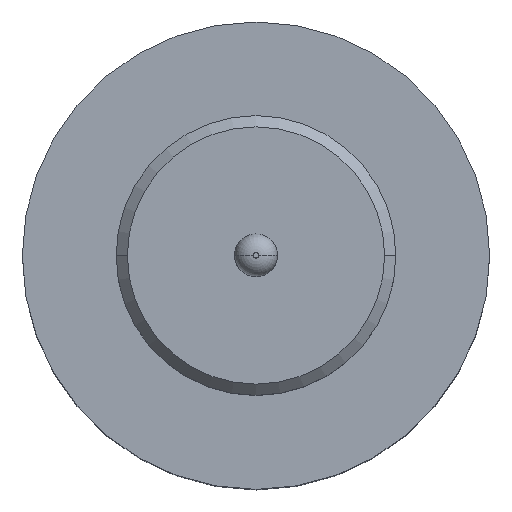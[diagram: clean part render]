
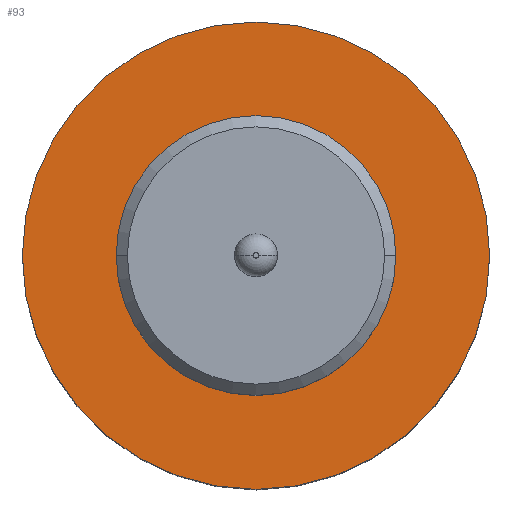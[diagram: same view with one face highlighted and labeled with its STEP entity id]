
A CAD part, top view. The second image highlights one B-rep face of the part: STEP entity #93.
In plain terms, the highlighted planar face has unit normal (0, 0, 1).
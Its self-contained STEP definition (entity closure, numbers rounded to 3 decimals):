
#9 = AXIS2_PLACEMENT_3D ( 'NONE', #440, #439, #438 ) ;
#10 = CIRCLE ( 'NONE', #9, 2.08 ) ;
#15 = CIRCLE ( 'NONE', #46, 1.245 ) ;
#46 = AXIS2_PLACEMENT_3D ( 'NONE', #449, #448, #447 ) ;
#54 = EDGE_CURVE ( 'NONE', #230, #265, #863, .T. ) ;
#55 = EDGE_CURVE ( 'NONE', #243, #223, #805, .T. ) ;
#93 = ADVANCED_FACE ( 'NONE', ( #667, #666 ), #665, .F. ) ;
#148 = EDGE_CURVE ( 'NONE', #223, #243, #15, .T. ) ;
#150 = EDGE_CURVE ( 'NONE', #265, #230, #10, .T. ) ;
#160 = ORIENTED_EDGE ( 'NONE', *, *, #54, .F. ) ;
#165 = ORIENTED_EDGE ( 'NONE', *, *, #150, .F. ) ;
#177 = ORIENTED_EDGE ( 'NONE', *, *, #55, .T. ) ;
#217 = EDGE_LOOP ( 'NONE', ( #305, #177 ) ) ;
#223 = VERTEX_POINT ( 'NONE', #417 ) ;
#230 = VERTEX_POINT ( 'NONE', #411 ) ;
#243 = VERTEX_POINT ( 'NONE', #412 ) ;
#261 = EDGE_LOOP ( 'NONE', ( #165, #160 ) ) ;
#265 = VERTEX_POINT ( 'NONE', #419 ) ;
#305 = ORIENTED_EDGE ( 'NONE', *, *, #148, .T. ) ;
#411 = CARTESIAN_POINT ( 'NONE',  ( 2.08, 0., 0. ) ) ;
#412 = CARTESIAN_POINT ( 'NONE',  ( 1.245, 0., 0. ) ) ;
#417 = CARTESIAN_POINT ( 'NONE',  ( -1.245, 0., 0. ) ) ;
#419 = CARTESIAN_POINT ( 'NONE',  ( -2.08, 0., 0. ) ) ;
#438 = DIRECTION ( 'NONE',  ( -1., 0., 0. ) ) ;
#439 = DIRECTION ( 'NONE',  ( 0., 0., -1. ) ) ;
#440 = CARTESIAN_POINT ( 'NONE',  ( 0., 0., 0. ) ) ;
#447 = DIRECTION ( 'NONE',  ( -1., 0., 0. ) ) ;
#448 = DIRECTION ( 'NONE',  ( 0., 0., -1. ) ) ;
#449 = CARTESIAN_POINT ( 'NONE',  ( 0., 0., 0. ) ) ;
#611 = CARTESIAN_POINT ( 'NONE',  ( 0., 0., 0. ) ) ;
#662 = DIRECTION ( 'NONE',  ( -1., 0., 0. ) ) ;
#663 = DIRECTION ( 'NONE',  ( 0., 0., -1. ) ) ;
#665 = PLANE ( 'NONE',  #861 ) ;
#666 = FACE_BOUND ( 'NONE', #217, .T. ) ;
#667 = FACE_OUTER_BOUND ( 'NONE', #261, .T. ) ;
#674 = CARTESIAN_POINT ( 'NONE',  ( 0., 1.245, 0. ) ) ;
#751 = DIRECTION ( 'NONE',  ( -1., 0., 0. ) ) ;
#772 = DIRECTION ( 'NONE',  ( 0., 0., -1. ) ) ;
#773 = CARTESIAN_POINT ( 'NONE',  ( 0., 0., 0. ) ) ;
#774 = DIRECTION ( 'NONE',  ( -1., 0., 0. ) ) ;
#779 = DIRECTION ( 'NONE',  ( 0., 0., -1. ) ) ;
#805 = CIRCLE ( 'NONE', #807, 1.245 ) ;
#807 = AXIS2_PLACEMENT_3D ( 'NONE', #773, #772, #774 ) ;
#854 = AXIS2_PLACEMENT_3D ( 'NONE', #611, #779, #751 ) ;
#861 = AXIS2_PLACEMENT_3D ( 'NONE', #674, #663, #662 ) ;
#863 = CIRCLE ( 'NONE', #854, 2.08 ) ;
